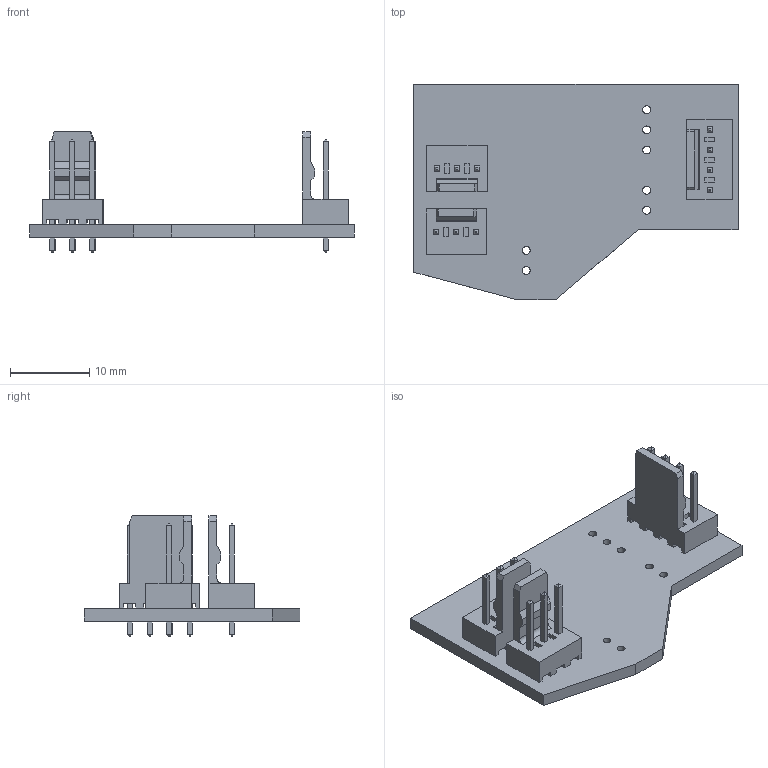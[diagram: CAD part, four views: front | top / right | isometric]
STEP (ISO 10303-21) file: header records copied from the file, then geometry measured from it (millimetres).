
FILE_DESCRIPTION(('KiCad electronic assembly'),'2;1');
FILE_NAME('Stm32_Bluepill Breakout.step','2024-08-10T13:06:42',('Pcbnew' ),('Kicad'),'Open CASCADE STEP processor 7.7', 'KiCad to STEP converter','Unknown');
FILE_SCHEMA(('AUTOMOTIVE_DESIGN { 1 0 10303 214 1 1 1 1 }'));
Length unit declared in the file: millimetre
Products named in the file (6): Stm32_Bluepill Breakout 1; Molex_KK-254_AE-6410-03A_1x03_P2.54mm_Vertical; Molex_AE_6410_03A; Molex_KK-254_AE-6410-04A_1x04_P2.54mm_Vertical; Molex_AE_6410_04A; Stm32_Bluepill Breakout_PCB
Assembly tree (6 placements, depth 3):
  Stm32_Bluepill Breakout 1
    Molex_KK-254_AE-6410-03A_1x03_P2.54mm_Vertical  x2
      Molex_AE_6410_03A
    Molex_KK-254_AE-6410-04A_1x04_P2.54mm_Vertical
      Molex_AE_6410_04A
    Stm32_Bluepill Breakout_PCB
Bounding box: 41 x 27.3 x 15.26 mm (x, y, z)
Volume: 2086.3 mm3; surface area: 3476.3 mm2
Topology: 4 solids, 4 shells, 325 faces, 811 edges, 514 vertices
Faces by surface type: plane 305, cylinder 20
Full cylindrical faces by diameter (mm): 1 x7, 1.19 x10
Entity records: 8461 total; most frequent: CARTESIAN_POINT 1199, ORIENTED_EDGE 1172, DIRECTION 1106, EDGE_CURVE 586, LINE 548, VECTOR 548, VERTEX_POINT 372, FACE_BOUND 292
